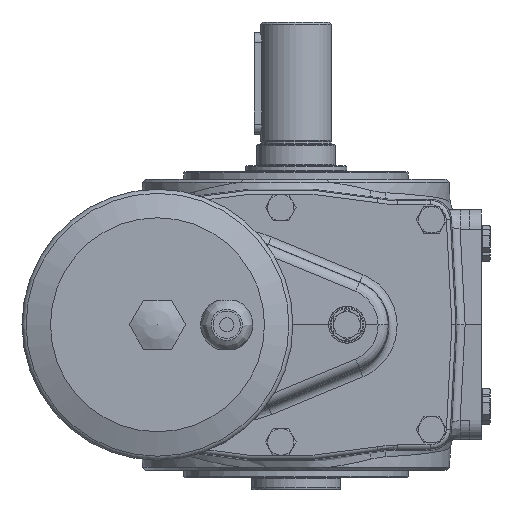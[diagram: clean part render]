
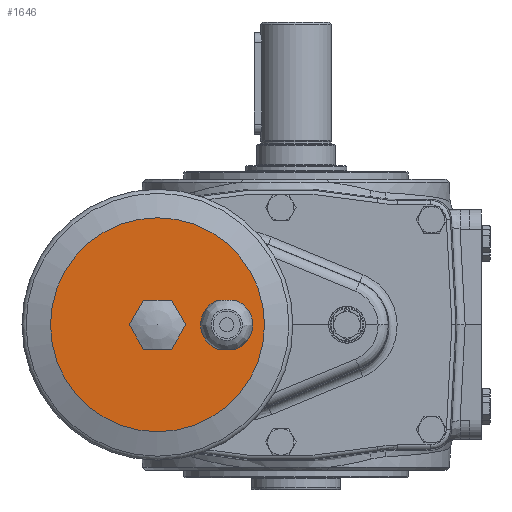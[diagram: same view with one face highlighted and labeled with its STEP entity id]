
A CAD part, left-side view. The second image highlights one B-rep face of the part: STEP entity #1646.
In plain terms, the highlighted planar face has unit normal (-1, 0, 0).
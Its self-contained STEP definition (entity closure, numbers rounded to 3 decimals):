
#1646 = ADVANCED_FACE( '', ( #3920, #3921, #3922 ), #3923, .T. );
#3920 = FACE_BOUND( '', #11997, .T. );
#3921 = FACE_OUTER_BOUND( '', #11998, .T. );
#3922 = FACE_BOUND( '', #11999, .T. );
#3923 = PLANE( '', #12000 );
#11997 = EDGE_LOOP( '', ( #21249, #21250, #21251, #21252 ) );
#11998 = EDGE_LOOP( '', ( #21253 ) );
#11999 = EDGE_LOOP( '', ( #21254, #21255, #21256, #21257, #21258, #21259 ) );
#12000 = AXIS2_PLACEMENT_3D( '', #21260, #21261, #21262 );
#21249 = ORIENTED_EDGE( '', *, *, #26461, .F. );
#21250 = ORIENTED_EDGE( '', *, *, #26462, .F. );
#21251 = ORIENTED_EDGE( '', *, *, #26134, .F. );
#21252 = ORIENTED_EDGE( '', *, *, #26463, .T. );
#21253 = ORIENTED_EDGE( '', *, *, #26247, .T. );
#21254 = ORIENTED_EDGE( '', *, *, #25260, .T. );
#21255 = ORIENTED_EDGE( '', *, *, #26464, .T. );
#21256 = ORIENTED_EDGE( '', *, *, #26465, .T. );
#21257 = ORIENTED_EDGE( '', *, *, #25164, .T. );
#21258 = ORIENTED_EDGE( '', *, *, #25919, .T. );
#21259 = ORIENTED_EDGE( '', *, *, #26382, .T. );
#21260 = CARTESIAN_POINT( '', ( -527.5, 15.5, 0. ) );
#21261 = DIRECTION( '', ( -1., 0., 0. ) );
#21262 = DIRECTION( '', ( 0., -1., 0. ) );
#25164 = EDGE_CURVE( '', #27898, #27902, #27904, .T. );
#25260 = EDGE_CURVE( '', #28062, #28066, #28068, .T. );
#25919 = EDGE_CURVE( '', #27902, #29128, #29130, .T. );
#26134 = EDGE_CURVE( '', #29449, #29451, #29452, .T. );
#26247 = EDGE_CURVE( '', #29622, #29622, #29623, .T. );
#26382 = EDGE_CURVE( '', #29128, #28062, #29815, .T. );
#26461 = EDGE_CURVE( '', #29914, #29915, #29916, .T. );
#26462 = EDGE_CURVE( '', #29451, #29914, #29917, .T. );
#26463 = EDGE_CURVE( '', #29449, #29915, #29918, .T. );
#26464 = EDGE_CURVE( '', #28066, #29919, #29920, .T. );
#26465 = EDGE_CURVE( '', #29919, #27898, #29921, .T. );
#27898 = VERTEX_POINT( '', #32127 );
#27902 = VERTEX_POINT( '', #32132 );
#27904 = LINE( '', #32135, #32136 );
#28062 = VERTEX_POINT( '', #32406 );
#28066 = VERTEX_POINT( '', #32411 );
#28068 = LINE( '', #32414, #32415 );
#29128 = VERTEX_POINT( '', #35274 );
#29130 = LINE( '', #35277, #35278 );
#29449 = VERTEX_POINT( '', #35991 );
#29451 = VERTEX_POINT( '', #35994 );
#29452 = CIRCLE( '', #35995, 12.8 );
#29622 = VERTEX_POINT( '', #36396 );
#29623 = CIRCLE( '', #36397, 52.5 );
#29815 = LINE( '', #37130, #37131 );
#29914 = VERTEX_POINT( '', #37520 );
#29915 = VERTEX_POINT( '', #37521 );
#29916 = CIRCLE( '', #37522, 12.8 );
#29917 = LINE( '', #37523, #37524 );
#29918 = LINE( '', #37525, #37526 );
#29919 = VERTEX_POINT( '', #37527 );
#29920 = LINE( '', #37528, #37529 );
#29921 = LINE( '', #37530, #37531 );
#32127 = CARTESIAN_POINT( '', ( -527.5, 61.072, 12. ) );
#32132 = CARTESIAN_POINT( '', ( -527.5, 54.144, 0. ) );
#32135 = CARTESIAN_POINT( '', ( -527.5, 61.072, 12. ) );
#32136 = VECTOR( '', #40978, 1000. );
#32406 = CARTESIAN_POINT( '', ( -527.5, 74.928, -12. ) );
#32411 = CARTESIAN_POINT( '', ( -527.5, 81.856, 0. ) );
#32414 = CARTESIAN_POINT( '', ( -527.5, 74.928, -12. ) );
#32415 = VECTOR( '', #41084, 1000. );
#35274 = CARTESIAN_POINT( '', ( -527.5, 61.072, -12. ) );
#35277 = CARTESIAN_POINT( '', ( -527.5, 54.144, 0. ) );
#35278 = VECTOR( '', #41822, 1000. );
#35991 = CARTESIAN_POINT( '', ( -527.5, 29.546, -12. ) );
#35994 = CARTESIAN_POINT( '', ( -527.5, 29.546, 12. ) );
#35995 = AXIS2_PLACEMENT_3D( '', #42068, #42069, #42070 );
#36396 = CARTESIAN_POINT( '', ( -527.5, 15.5, 0. ) );
#36397 = AXIS2_PLACEMENT_3D( '', #42199, #42200, #42201 );
#37130 = CARTESIAN_POINT( '', ( -527.5, 61.072, -12. ) );
#37131 = VECTOR( '', #42335, 1000. );
#37520 = CARTESIAN_POINT( '', ( -527.5, 38.454, 12. ) );
#37521 = CARTESIAN_POINT( '', ( -527.5, 38.454, -12. ) );
#37522 = AXIS2_PLACEMENT_3D( '', #42431, #42432, #42433 );
#37523 = CARTESIAN_POINT( '', ( -527.5, 29.546, 12. ) );
#37524 = VECTOR( '', #42434, 1000. );
#37525 = CARTESIAN_POINT( '', ( -527.5, 29.546, -12. ) );
#37526 = VECTOR( '', #42435, 1000. );
#37527 = CARTESIAN_POINT( '', ( -527.5, 74.928, 12. ) );
#37528 = CARTESIAN_POINT( '', ( -527.5, 81.856, 0. ) );
#37529 = VECTOR( '', #42436, 1000. );
#37530 = CARTESIAN_POINT( '', ( -527.5, 74.928, 12. ) );
#37531 = VECTOR( '', #42437, 1000. );
#40978 = DIRECTION( '', ( 0., -0.5, -0.866 ) );
#41084 = DIRECTION( '', ( 0., 0.5, 0.866 ) );
#41822 = DIRECTION( '', ( 0., 0.5, -0.866 ) );
#42068 = CARTESIAN_POINT( '', ( -527.5, 34., 0. ) );
#42069 = DIRECTION( '', ( -1., 0., 0. ) );
#42070 = DIRECTION( '', ( 0., -1., 0. ) );
#42199 = CARTESIAN_POINT( '', ( -527.5, 68., 0. ) );
#42200 = DIRECTION( '', ( -1., 0., 0. ) );
#42201 = DIRECTION( '', ( 0., -1., 0. ) );
#42335 = DIRECTION( '', ( 0., 1., 0. ) );
#42431 = CARTESIAN_POINT( '', ( -527.5, 34., 0. ) );
#42432 = DIRECTION( '', ( -1., 0., 0. ) );
#42433 = DIRECTION( '', ( 0., -1., 0. ) );
#42434 = DIRECTION( '', ( 0., 1., 0. ) );
#42435 = DIRECTION( '', ( 0., 1., 0. ) );
#42436 = DIRECTION( '', ( 0., -0.5, 0.866 ) );
#42437 = DIRECTION( '', ( 0., -1., 0. ) );
